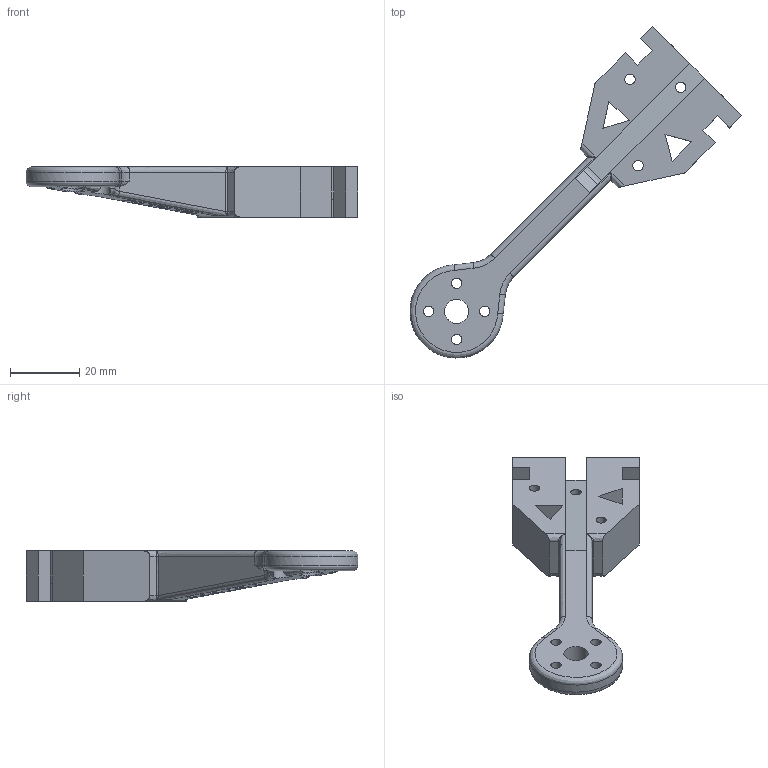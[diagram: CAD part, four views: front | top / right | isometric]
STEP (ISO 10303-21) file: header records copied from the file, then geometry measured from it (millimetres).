
FILE_DESCRIPTION(/* description */ ('STEP AP242','CAx-IF Rec.Pracs.---Representation and Presentation of Product Manufacturing Information (PMI)---4.0---2014-10-13','CAx-IF Rec.Pracs.---3D Tessellated Geometry---0.4---2014-09-14','2;1'),/* implementation_level */ '2;1');
FILE_NAME(/* name */ '6636611fea7d80165f2c235a',/* time_stamp */ '2024-05-04T16:24:00Z',/* author */ (''),/* organization */ (''),/* preprocessor_version */ 'ST-DEVELOPER v20',/* originating_system */ ' ',/* authorisation */ ' ');
FILE_SCHEMA (('AP242_MANAGED_MODEL_BASED_3D_ENGINEERING_MIM_LF { 1 0 10303 442 1 1 4 }'));
Length unit declared in the file: metre
Products named in the file (1): Arm
Bounding box: 96.14 x 96.14 x 14.5 mm (x, y, z)
Volume: 21138.6 mm3; surface area: 11346.5 mm2
Topology: 1 solids, 1 shells, 150 faces, 405 edges, 265 vertices
Faces by surface type: plane 78, bspline 56, cylinder 16
Full cylindrical faces by diameter (mm): 3 x8, 7 x3
Entity records: 8245 total; most frequent: CARTESIAN_POINT 5044, ORIENTED_EDGE 770, DIRECTION 406, EDGE_CURVE 385, VERTEX_POINT 258, B_SPLINE_CURVE_WITH_KNOTS 199, EDGE_LOOP 195, FACE_BOUND 195
